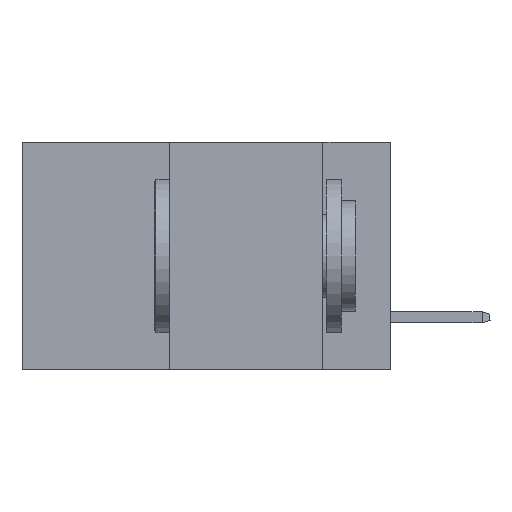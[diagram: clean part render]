
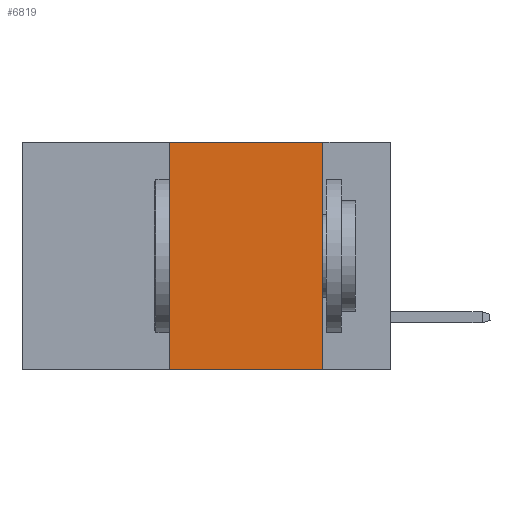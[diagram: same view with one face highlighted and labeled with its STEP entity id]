
A CAD part, left-side view. The second image highlights one B-rep face of the part: STEP entity #6819.
In plain terms, the highlighted planar face has unit normal (-1, 0, 0).
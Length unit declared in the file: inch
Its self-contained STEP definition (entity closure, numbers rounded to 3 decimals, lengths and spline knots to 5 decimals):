
#487 = VECTOR ( 'NONE', #30479, 39.37008 ) ;
#1461 = VECTOR ( 'NONE', #27266, 39.37008 ) ;
#2348 = VERTEX_POINT ( 'NONE', #2989 ) ;
#2619 = LINE ( 'NONE', #29447, #1461 ) ;
#2989 = CARTESIAN_POINT ( 'NONE',  ( 0., 0.11, 0. ) ) ;
#3896 = EDGE_CURVE ( 'NONE', #4546, #25316, #16296, .T. ) ;
#4546 = VERTEX_POINT ( 'NONE', #14505 ) ;
#6459 = DIRECTION ( 'NONE',  ( 0., -1., 0. ) ) ;
#6819 = ADVANCED_FACE ( 'NONE', ( #22349 ), #30066, .F. ) ;
#7355 = CARTESIAN_POINT ( 'NONE',  ( 0., 0.11, -0.37 ) ) ;
#7883 = VERTEX_POINT ( 'NONE', #7355 ) ;
#11121 = LINE ( 'NONE', #31117, #16582 ) ;
#14311 = EDGE_CURVE ( 'NONE', #4546, #7883, #30773, .T. ) ;
#14505 = CARTESIAN_POINT ( 'NONE',  ( 0., 0.36, -0.37 ) ) ;
#15215 = EDGE_CURVE ( 'NONE', #25316, #2348, #11121, .T. ) ;
#15447 = VECTOR ( 'NONE', #6459, 39.37008 ) ;
#16296 = LINE ( 'NONE', #28010, #487 ) ;
#16582 = VECTOR ( 'NONE', #23708, 39.37008 ) ;
#18795 = CARTESIAN_POINT ( 'NONE',  ( 0., 0.36, 0. ) ) ;
#20692 = ORIENTED_EDGE ( 'NONE', *, *, #3896, .F. ) ;
#20767 = AXIS2_PLACEMENT_3D ( 'NONE', #24908, #25003, #22551 ) ;
#22349 = FACE_OUTER_BOUND ( 'NONE', #23527, .T. ) ;
#22551 = DIRECTION ( 'NONE',  ( 0., 0., -1. ) ) ;
#23527 = EDGE_LOOP ( 'NONE', ( #27444, #31858, #20692, #25881 ) ) ;
#23708 = DIRECTION ( 'NONE',  ( 0., -1., 0. ) ) ;
#24908 = CARTESIAN_POINT ( 'NONE',  ( 0., 0.6, 0. ) ) ;
#25003 = DIRECTION ( 'NONE',  ( 1., 0., 0. ) ) ;
#25316 = VERTEX_POINT ( 'NONE', #18795 ) ;
#25881 = ORIENTED_EDGE ( 'NONE', *, *, #14311, .T. ) ;
#27266 = DIRECTION ( 'NONE',  ( 0., 0., -1. ) ) ;
#27444 = ORIENTED_EDGE ( 'NONE', *, *, #29495, .F. ) ;
#28010 = CARTESIAN_POINT ( 'NONE',  ( 0., 0.36, 0. ) ) ;
#28791 = CARTESIAN_POINT ( 'NONE',  ( 0., 0.6, -0.37 ) ) ;
#29447 = CARTESIAN_POINT ( 'NONE',  ( 0., 0.11, 0. ) ) ;
#29495 = EDGE_CURVE ( 'NONE', #2348, #7883, #2619, .T. ) ;
#30066 = PLANE ( 'NONE',  #20767 ) ;
#30479 = DIRECTION ( 'NONE',  ( 0., 0., 1. ) ) ;
#30773 = LINE ( 'NONE', #28791, #15447 ) ;
#31117 = CARTESIAN_POINT ( 'NONE',  ( 0., 0.6, 0. ) ) ;
#31858 = ORIENTED_EDGE ( 'NONE', *, *, #15215, .F. ) ;
